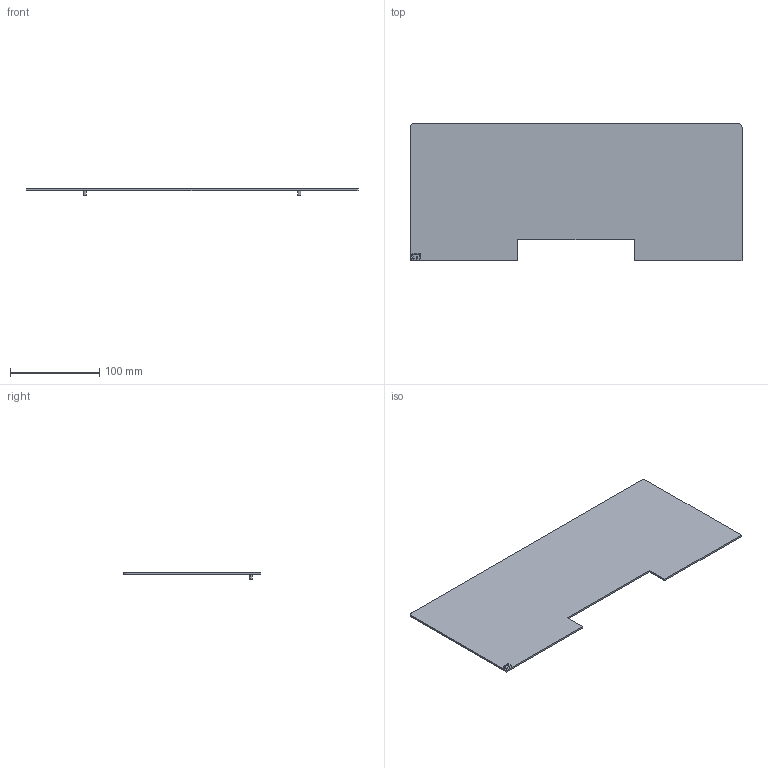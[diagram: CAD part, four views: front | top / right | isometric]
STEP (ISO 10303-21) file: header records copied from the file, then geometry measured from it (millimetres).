
FILE_DESCRIPTION((''),'2;1');
FILE_NAME('TS1600_ASM','2021-09-23T',('marketing.praksa'),('Audax d.o.o.'),'CREO PARAMETRIC BY PTC INC, 2017480','CREO PARAMETRIC BY PTC INC, 2017480','');
FILE_SCHEMA(('AUTOMOTIVE_DESIGN { 1 0 10303 214 1 1 1 1 }'));
Length unit declared in the file: millimetre
Products named in the file (3): 26983120; PRT9568; TS1600_ASM
Assembly tree (2 placements, depth 2):
  TS1600_ASM
    26983120
    PRT9568
Bounding box: 372 x 154.5 x 7 mm (x, y, z)
Volume: 108772 mm3; surface area: 111115.6 mm2
Topology: 4 solids, 4 shells, 123 faces, 330 edges, 220 vertices
Faces by surface type: plane 69, cylinder 54
Entity records: 6118 total; most frequent: DIRECTION 694, CARTESIAN_POINT 685, ORIENTED_EDGE 660, PRESENTATION_STYLE_ASSIGNMENT 457, STYLED_ITEM 457, CURVE_STYLE 330, EDGE_CURVE 330, AXIS2_PLACEMENT_3D 236
